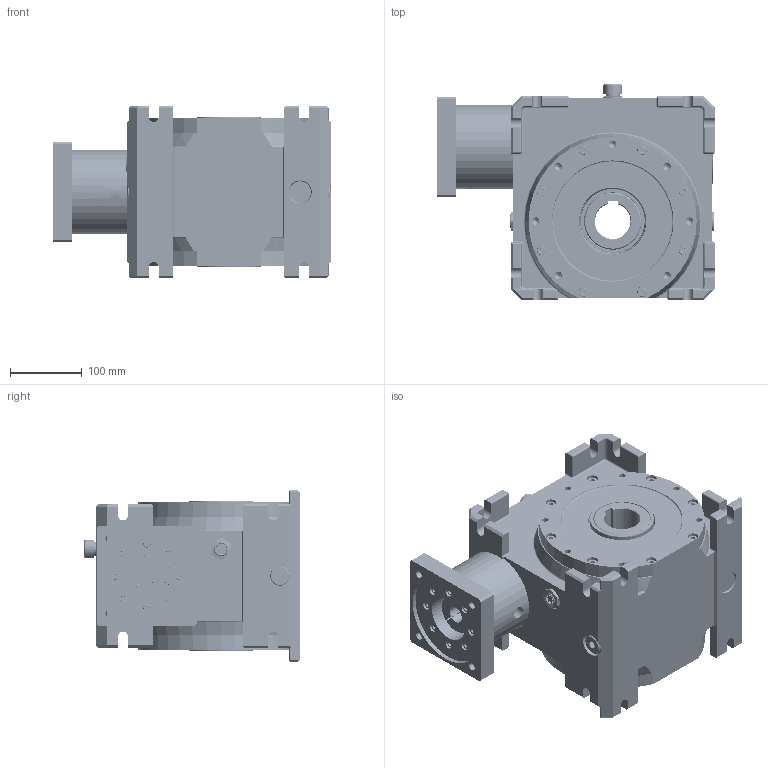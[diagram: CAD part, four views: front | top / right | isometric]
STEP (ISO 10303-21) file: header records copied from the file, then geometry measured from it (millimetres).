
FILE_DESCRIPTION(('CoCreate Modeling STEP Export'),'2;1');
FILE_NAME('SGA104.stp','2010-12-14T13:47:15',(''),(''),'CoCreate Modeling STEP processor for AP214 (Solid Model)','CoCreate Modeling 16.50 31-Aug-2009 (C) Parametric Technology GmbH','');
FILE_SCHEMA(('AUTOMOTIVE_DESIGN { 1 0 10303 214 1 1 1 1 }'));
Length unit declared in the file: millimetre
Products named in the file (100): Entlueftungschraube_m22x1.5.1; Gehaeuse; Abschlussdeckel; BN-272-M6x20.1; BN-272-M6x20.2; BN-272-M6x20.4; BN-272-M6x20.3; BN-272-M6x20.5; BN-272-M6x20.6; BN-272-M6x20.7; BN-272-M6x20.8; Gehausedeckel_offen_1; Gehausedeckel_offen_2; BN-272-M8x25-1.1; BN-272-M8x25.2; BN-272-M8x25.3; BN-272-M8x25.4; BN-272-M8x25.5; BN-272-M8x25.6; BN-272-M8x25.7; BN-272-M8x25.8; BN-272-M8x25-1.2; BN-272-M8x25-1.3; BN-272-M8x25-1.4; BN-272-M8x25-1.5; BN-272-M8x25-1.6; BN-272-M8x25-1.7; BN-272-M8x25-1.8; Befestigungsrohr; Flanschplatte; BN-272-M6x40.1; BN-272-M6x40.2; BN-272-M6x40.3; BN-272-M6x40.4; BN-272-M6x40.5; BN-272-M6x40.6; BN-272-M6x40.7; BN-272-M6x40.8; BN-272-M6x20-1.1; BN-272-M6x20-1.2 ...
Assembly tree (138 placements, depth 4):
  Zusammenstellung_SGA104
    Reduktion
      Bossard-BN-27-M8x25.1
      Werkzeug
      Dichtring_3
      Distanzbuechse
      Distanzscheibe
      Dichtring_2
      Dichtring_1
      FAG-6216.2ZR.1
        FAG-6216.2ZR-PART5-Nr-4  x8
        FAG-6216.2ZR-PART4
        FAG-6216.2ZR-PART3
        FAG-6216.2ZR-PART2
        FAG-6216.2ZR-PART1
      FAG-6216.2ZR
        FAG-6216.2ZR-PART5-Nr-2  x8
        FAG-6216.2ZR-PART4
        FAG-6216.2ZR-PART3
        FAG-6216.2ZR-PART2
        FAG-6216.2ZR-PART1
      BN-870-18x11x80
      Hohlwelle
      FAG-6306.2ZR
        FAG-6306.2ZR-PART5-Nr-1  x8
        FAG-6306.2ZR-PART4
        FAG-6306.2ZR-PART3
        FAG-6306.2ZR-PART2
        FAG-6306.2ZR-PART1
      BN-870-8x7x25
      FAG-Nutmuttern-FAG-KM6
      FAG-Sicherungsbleche-FAG-MB6
      FAG-30306A-T2FB030.1
        FAG-30306A-T2FB030-PART3-Nr-6  x8
        FAG-30306A-T2FB030-PART2
        FAG-30306A-T2FB030-PART1
      FAG-30306A-T2FB030
        FAG-30306A-T2FB030-PART3-Nr-6  x8
        FAG-30306A-T2FB030-PART2
        FAG-30306A-T2FB030-PART1
      Schneckenrad
      Schneckenwelle
    Kupplung
      BN-27-M6x12
      Kupplungsstern
      BN-3-M6x20
      Kupplungshaelfte_getriebe
      Kupplungshaelfte_motor
    Box
      Oelschauglas_m22x1.5
      BN-42-M22x1.5.1.2
      BN-42-M22x1.5.1.1
      BN-42-M22x1.5.1
      BN-42-M22x1.5
      Radial-Wellendichtring-DIN-3760---A35x55x8---NBR
      Radial-Wellendichtring-DIN-3760---A90x120x12---NBR.1
      Radial-Wellendichtring-DIN-3760---A90x120x12---NBR
      BN-272-M6x20-1.8
      BN-272-M6x20-1.7
      BN-272-M6x20-1.6
Bounding box: 387.5 x 302 x 240 mm (x, y, z)
Volume: 9825863.4 mm3; surface area: 1700983.3 mm2
Topology: 130 solids, 130 shells, 4580 faces, 11360 edges, 7081 vertices
Faces by surface type: cylinder 1871, plane 1164, cone 723, torus 469, bspline 245, sphere 106, extrusion 2
Entity records: 214024 total; most frequent: CARTESIAN_POINT 117681, ORIENTED_EDGE 21644, DIRECTION 13926, EDGE_CURVE 10822, VERTEX_POINT 6881, AXIS2_PLACEMENT_3D 5201, EDGE_LOOP 4893, FACE_OUTER_BOUND 4390
